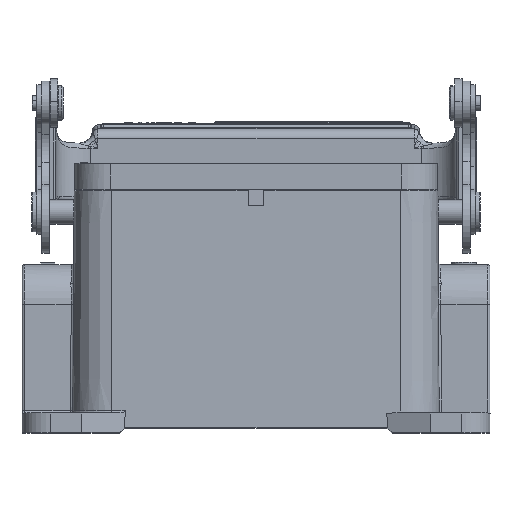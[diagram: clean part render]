
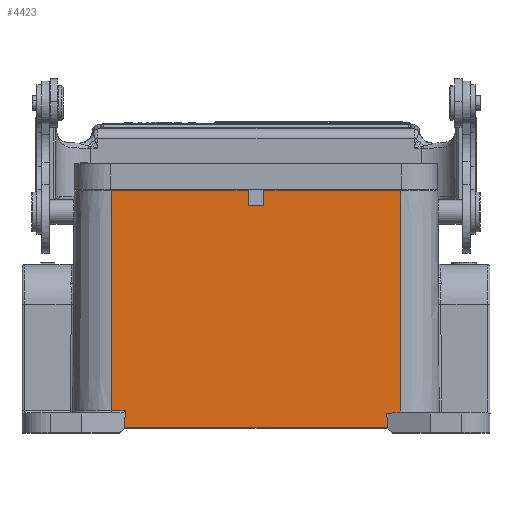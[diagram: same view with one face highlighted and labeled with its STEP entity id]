
A CAD part, top view. The second image highlights one B-rep face of the part: STEP entity #4423.
In plain terms, the highlighted planar face has unit normal (0, 0.009, 1).
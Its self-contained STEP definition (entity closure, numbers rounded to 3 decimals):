
#2236=B_SPLINE_CURVE_WITH_KNOTS('',3,(#45092,#45093,#45094,#45095),
 .UNSPECIFIED.,.F.,.F.,(4,4),(0.,1.),.UNSPECIFIED.);
#2241=B_SPLINE_CURVE_WITH_KNOTS('',3,(#45121,#45122,#45123,#45124),
 .UNSPECIFIED.,.F.,.F.,(4,4),(0.,1.),.UNSPECIFIED.);
#2246=B_SPLINE_CURVE_WITH_KNOTS('',3,(#45146,#45147,#45148,#45149),
 .UNSPECIFIED.,.F.,.F.,(4,4),(0.,1.),.UNSPECIFIED.);
#2830=PLANE('',#26274);
#4423=ADVANCED_FACE('',(#6236),#2830,.T.);
#6236=FACE_OUTER_BOUND('',#7707,.T.);
#7707=EDGE_LOOP('',(#17699,#17700,#17701,#17702,#17703,#17704,#17705,#17706,
#17707,#17708,#17709,#17710));
#8819=LINE('',#43157,#10395);
#9195=LINE('',#44936,#10771);
#9201=LINE('',#44949,#10777);
#9203=LINE('',#44953,#10779);
#9224=LINE('',#45006,#10800);
#9230=LINE('',#45017,#10806);
#9270=LINE('',#45223,#10846);
#9271=LINE('',#45225,#10847);
#9272=LINE('',#45227,#10848);
#10395=VECTOR('',#30376,1.);
#10771=VECTOR('',#31524,1.);
#10777=VECTOR('',#31532,1.);
#10779=VECTOR('',#31536,1.);
#10800=VECTOR('',#31587,1.);
#10806=VECTOR('',#31599,1.);
#10846=VECTOR('',#31719,1.);
#10847=VECTOR('',#31722,1.);
#10848=VECTOR('',#31723,1.);
#17699=ORIENTED_EDGE('',*,*,#23592,.T.);
#17700=ORIENTED_EDGE('',*,*,#23586,.F.);
#17701=ORIENTED_EDGE('',*,*,#23579,.T.);
#17702=ORIENTED_EDGE('',*,*,#23621,.F.);
#17703=ORIENTED_EDGE('',*,*,#23622,.T.);
#17704=ORIENTED_EDGE('',*,*,#23547,.T.);
#17705=ORIENTED_EDGE('',*,*,#23514,.T.);
#17706=ORIENTED_EDGE('',*,*,#23512,.F.);
#17707=ORIENTED_EDGE('',*,*,#23506,.T.);
#17708=ORIENTED_EDGE('',*,*,#23541,.T.);
#17709=ORIENTED_EDGE('',*,*,#22866,.T.);
#17710=ORIENTED_EDGE('',*,*,#23620,.T.);
#19643=VERTEX_POINT('',#43138);
#19647=VERTEX_POINT('',#43158);
#20062=VERTEX_POINT('',#44937);
#20063=VERTEX_POINT('',#44938);
#20067=VERTEX_POINT('',#44947);
#20069=VERTEX_POINT('',#44954);
#20088=VERTEX_POINT('',#45018);
#20112=VERTEX_POINT('',#45091);
#20113=VERTEX_POINT('',#45096);
#20118=VERTEX_POINT('',#45125);
#20121=VERTEX_POINT('',#45150);
#20134=VERTEX_POINT('',#45226);
#22866=EDGE_CURVE('',#19647,#19643,#8819,.T.);
#23506=EDGE_CURVE('',#20062,#20063,#9195,.T.);
#23512=EDGE_CURVE('',#20062,#20067,#9201,.T.);
#23514=EDGE_CURVE('',#20069,#20067,#9203,.T.);
#23541=EDGE_CURVE('',#20063,#19647,#9224,.T.);
#23547=EDGE_CURVE('',#20088,#20069,#9230,.T.);
#23579=EDGE_CURVE('',#20113,#20112,#2236,.T.);
#23586=EDGE_CURVE('',#20113,#20118,#2241,.T.);
#23592=EDGE_CURVE('',#20121,#20118,#2246,.T.);
#23620=EDGE_CURVE('',#19643,#20121,#9270,.T.);
#23621=EDGE_CURVE('',#20134,#20112,#9271,.T.);
#23622=EDGE_CURVE('',#20134,#20088,#9272,.T.);
#26274=AXIS2_PLACEMENT_3D('',#45228,#31724,#31725);
#30376=DIRECTION('',(0.,-1.,0.009));
#31524=DIRECTION('',(0.,1.,-0.009));
#31532=DIRECTION('',(1.,0.,0.));
#31536=DIRECTION('',(0.,-1.,0.009));
#31587=DIRECTION('',(-1.,0.,0.));
#31599=DIRECTION('',(-1.,0.,0.));
#31719=DIRECTION('',(1.,0.,0.));
#31722=DIRECTION('',(-1.,0.,0.));
#31723=DIRECTION('',(0.,1.,-0.009));
#31724=DIRECTION('',(0.,0.009,1.));
#31725=DIRECTION('',(-1.,0.,0.));
#43138=CARTESIAN_POINT('',(-3.297,53.871,62.403));
#43157=CARTESIAN_POINT('',(-3.297,98.075,62.017));
#43158=CARTESIAN_POINT('',(-3.297,98.075,62.017));
#44936=CARTESIAN_POINT('',(24.103,95.075,62.044));
#44937=CARTESIAN_POINT('',(24.103,95.075,62.044));
#44938=CARTESIAN_POINT('',(24.103,98.075,62.017));
#44947=CARTESIAN_POINT('',(27.303,95.075,62.044));
#44949=CARTESIAN_POINT('',(24.103,95.075,62.044));
#44953=CARTESIAN_POINT('',(27.303,98.075,62.017));
#44954=CARTESIAN_POINT('',(27.303,98.075,62.017));
#45006=CARTESIAN_POINT('',(24.103,98.075,62.017));
#45017=CARTESIAN_POINT('',(54.703,98.075,62.017));
#45018=CARTESIAN_POINT('',(54.703,98.075,62.017));
#45091=CARTESIAN_POINT('',(51.999,53.375,62.407));
#45092=CARTESIAN_POINT('',(52.055,50.375,62.434));
#45093=CARTESIAN_POINT('',(52.036,51.375,62.425));
#45094=CARTESIAN_POINT('',(52.018,52.375,62.416));
#45095=CARTESIAN_POINT('',(51.999,53.375,62.407));
#45096=CARTESIAN_POINT('',(52.055,50.375,62.434));
#45121=CARTESIAN_POINT('',(52.055,50.375,62.434));
#45122=CARTESIAN_POINT('',(34.487,50.375,62.434));
#45123=CARTESIAN_POINT('',(16.918,50.375,62.434));
#45124=CARTESIAN_POINT('',(-0.65,50.375,62.434));
#45125=CARTESIAN_POINT('',(-0.65,50.375,62.434));
#45146=CARTESIAN_POINT('',(-0.585,53.871,62.403));
#45147=CARTESIAN_POINT('',(-0.607,52.706,62.413));
#45148=CARTESIAN_POINT('',(-0.628,51.541,62.423));
#45149=CARTESIAN_POINT('',(-0.65,50.375,62.434));
#45150=CARTESIAN_POINT('',(-0.585,53.871,62.403));
#45223=CARTESIAN_POINT('',(-3.297,53.871,62.403));
#45225=CARTESIAN_POINT('',(54.703,53.375,62.407));
#45226=CARTESIAN_POINT('',(54.703,53.375,62.407));
#45227=CARTESIAN_POINT('',(54.703,53.375,62.407));
#45228=CARTESIAN_POINT('',(-5.47,98.075,62.017));
